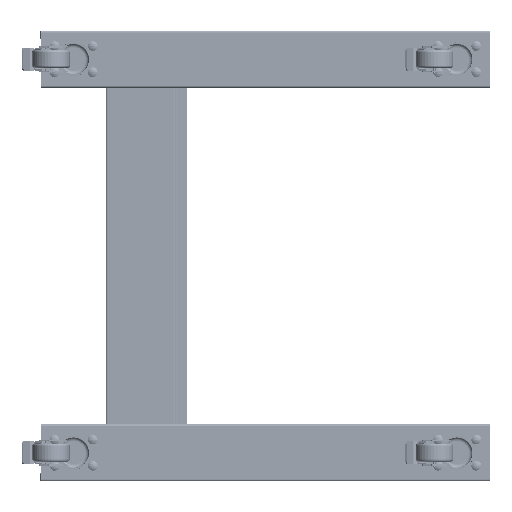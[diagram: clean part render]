
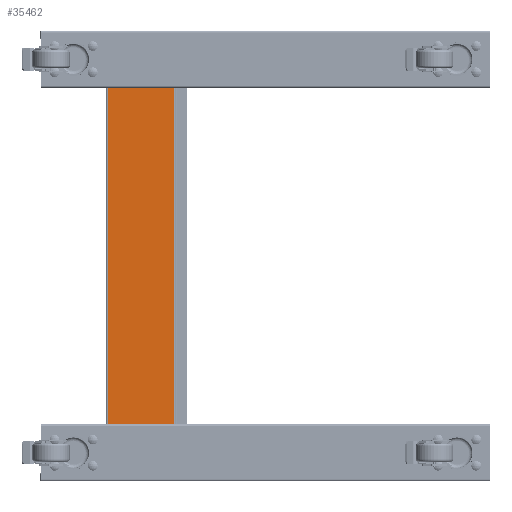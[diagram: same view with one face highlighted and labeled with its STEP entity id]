
A CAD part, front view. The second image highlights one B-rep face of the part: STEP entity #35462.
In plain terms, the highlighted planar face has unit normal (0, -1, 0).
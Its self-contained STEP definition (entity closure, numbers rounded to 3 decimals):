
#63 = CARTESIAN_POINT ( 'NONE',  ( 235., -1.4, 2. ) ) ;
#77 = AXIS2_PLACEMENT_3D ( 'NONE', #72577, #61160, #37005 ) ;
#784 = FACE_BOUND ( 'NONE', #21359, .T. ) ;
#1817 = LINE ( 'NONE', #47303, #39051 ) ;
#3213 = ORIENTED_EDGE ( 'NONE', *, *, #55264, .F. ) ;
#3707 = VERTEX_POINT ( 'NONE', #24545 ) ;
#4801 = DIRECTION ( 'NONE',  ( 0., 0., -1. ) ) ;
#4967 = DIRECTION ( 'NONE',  ( 0., 1., 0. ) ) ;
#5073 = CARTESIAN_POINT ( 'NONE',  ( -300., -1.4, 46.1 ) ) ;
#5163 = DIRECTION ( 'NONE',  ( 0., 0., 1. ) ) ;
#5762 = CIRCLE ( 'NONE', #11602, 0.5 ) ;
#6069 = CIRCLE ( 'NONE', #32864, 6.3 ) ;
#6525 = DIRECTION ( 'NONE',  ( -1., 0., 0. ) ) ;
#7401 = CARTESIAN_POINT ( 'NONE',  ( 259., -1.4, 2. ) ) ;
#7762 = ORIENTED_EDGE ( 'NONE', *, *, #28494, .T. ) ;
#8460 = EDGE_CURVE ( 'NONE', #55097, #62889, #41245, .T. ) ;
#9680 = ORIENTED_EDGE ( 'NONE', *, *, #55929, .T. ) ;
#9694 = EDGE_CURVE ( 'NONE', #69355, #58729, #31149, .T. ) ;
#10029 = LINE ( 'NONE', #37149, #67659 ) ;
#10114 = FACE_BOUND ( 'NONE', #61362, .T. ) ;
#11083 = CIRCLE ( 'NONE', #12238, 6.3 ) ;
#11573 = CARTESIAN_POINT ( 'NONE',  ( 300., -1.4, -45. ) ) ;
#11602 = AXIS2_PLACEMENT_3D ( 'NONE', #7401, #67188, #24852 ) ;
#11737 = LINE ( 'NONE', #30980, #50847 ) ;
#12238 = AXIS2_PLACEMENT_3D ( 'NONE', #63, #4967, #34644 ) ;
#12581 = DIRECTION ( 'NONE',  ( 0., 0., 1. ) ) ;
#12905 = CIRCLE ( 'NONE', #26249, 6.3 ) ;
#13502 = CIRCLE ( 'NONE', #16092, 0.5 ) ;
#16092 = AXIS2_PLACEMENT_3D ( 'NONE', #39331, #16431, #27861 ) ;
#16307 = CARTESIAN_POINT ( 'NONE',  ( 300., -1.4, -42.1 ) ) ;
#16431 = DIRECTION ( 'NONE',  ( 0., 1., 0. ) ) ;
#16984 = EDGE_LOOP ( 'NONE', ( #58070, #17219, #9680, #3213 ) ) ;
#17219 = ORIENTED_EDGE ( 'NONE', *, *, #8460, .F. ) ;
#17638 = DIRECTION ( 'NONE',  ( 1., 0., 0. ) ) ;
#17940 = CARTESIAN_POINT ( 'NONE',  ( -259., -1.4, 2. ) ) ;
#18331 = CARTESIAN_POINT ( 'NONE',  ( -259., -1.4, 2. ) ) ;
#18418 = CARTESIAN_POINT ( 'NONE',  ( 259., -1.4, 2.5 ) ) ;
#19595 = PLANE ( 'NONE',  #77 ) ;
#19852 = EDGE_CURVE ( 'NONE', #56385, #21716, #11083, .T. ) ;
#21293 = VERTEX_POINT ( 'NONE', #59647 ) ;
#21315 = FACE_BOUND ( 'NONE', #72977, .T. ) ;
#21359 = EDGE_LOOP ( 'NONE', ( #71074, #64346 ) ) ;
#21716 = VERTEX_POINT ( 'NONE', #27334 ) ;
#21837 = ORIENTED_EDGE ( 'NONE', *, *, #9694, .T. ) ;
#24228 = EDGE_CURVE ( 'NONE', #3707, #21293, #6069, .T. ) ;
#24545 = CARTESIAN_POINT ( 'NONE',  ( -235., -1.4, -4.3 ) ) ;
#24852 = DIRECTION ( 'NONE',  ( 0., 0., 1. ) ) ;
#25341 = CARTESIAN_POINT ( 'NONE',  ( 259., -1.4, 1.5 ) ) ;
#26249 = AXIS2_PLACEMENT_3D ( 'NONE', #45052, #50261, #68423 ) ;
#27334 = CARTESIAN_POINT ( 'NONE',  ( 235., -1.4, -4.3 ) ) ;
#27861 = DIRECTION ( 'NONE',  ( 0., 0., 1. ) ) ;
#28494 = EDGE_CURVE ( 'NONE', #34645, #56494, #13502, .T. ) ;
#28594 = CARTESIAN_POINT ( 'NONE',  ( 300., -1.4, 46.1 ) ) ;
#30285 = DIRECTION ( 'NONE',  ( 0., 1., 0. ) ) ;
#30980 = CARTESIAN_POINT ( 'NONE',  ( 300., -1.4, 46.1 ) ) ;
#31149 = CIRCLE ( 'NONE', #45094, 0.5 ) ;
#31255 = EDGE_CURVE ( 'NONE', #21716, #56385, #12905, .T. ) ;
#32864 = AXIS2_PLACEMENT_3D ( 'NONE', #34258, #75826, #40245 ) ;
#34258 = CARTESIAN_POINT ( 'NONE',  ( -235., -1.4, 2. ) ) ;
#34644 = DIRECTION ( 'NONE',  ( 0., 0., 1. ) ) ;
#34645 = VERTEX_POINT ( 'NONE', #25341 ) ;
#35166 = CARTESIAN_POINT ( 'NONE',  ( -235., -1.4, 2. ) ) ;
#35462 = ADVANCED_FACE ( 'NONE', ( #21315, #36149, #10114, #784, #55683 ), #19595, .F. ) ;
#36149 = FACE_BOUND ( 'NONE', #74665, .T. ) ;
#36457 = CARTESIAN_POINT ( 'NONE',  ( -300., -1.4, -42.1 ) ) ;
#37005 = DIRECTION ( 'NONE',  ( 0., 0., 1. ) ) ;
#37149 = CARTESIAN_POINT ( 'NONE',  ( -300., -1.4, -45. ) ) ;
#37914 = DIRECTION ( 'NONE',  ( 0., 0., 1. ) ) ;
#38919 = CARTESIAN_POINT ( 'NONE',  ( -259., -1.4, 2.5 ) ) ;
#39051 = VECTOR ( 'NONE', #17638, 1000. ) ;
#39331 = CARTESIAN_POINT ( 'NONE',  ( 259., -1.4, 2. ) ) ;
#39780 = CARTESIAN_POINT ( 'NONE',  ( 235., -1.4, 8.3 ) ) ;
#40204 = VERTEX_POINT ( 'NONE', #36457 ) ;
#40245 = DIRECTION ( 'NONE',  ( 0., 0., 1. ) ) ;
#40785 = AXIS2_PLACEMENT_3D ( 'NONE', #35166, #46621, #58027 ) ;
#41245 = LINE ( 'NONE', #11573, #66265 ) ;
#41863 = DIRECTION ( 'NONE',  ( 0., 1., 0. ) ) ;
#44576 = EDGE_CURVE ( 'NONE', #56494, #34645, #5762, .T. ) ;
#45052 = CARTESIAN_POINT ( 'NONE',  ( 235., -1.4, 2. ) ) ;
#45094 = AXIS2_PLACEMENT_3D ( 'NONE', #17940, #41863, #5163 ) ;
#46621 = DIRECTION ( 'NONE',  ( 0., 1., 0. ) ) ;
#47303 = CARTESIAN_POINT ( 'NONE',  ( -300., -1.4, -42.1 ) ) ;
#48038 = CIRCLE ( 'NONE', #40785, 6.3 ) ;
#49608 = VERTEX_POINT ( 'NONE', #5073 ) ;
#49688 = CIRCLE ( 'NONE', #67505, 0.5 ) ;
#50261 = DIRECTION ( 'NONE',  ( 0., 1., 0. ) ) ;
#50847 = VECTOR ( 'NONE', #6525, 1000. ) ;
#51255 = ORIENTED_EDGE ( 'NONE', *, *, #60381, .T. ) ;
#55097 = VERTEX_POINT ( 'NONE', #28594 ) ;
#55264 = EDGE_CURVE ( 'NONE', #40204, #49608, #10029, .T. ) ;
#55683 = FACE_OUTER_BOUND ( 'NONE', #16984, .T. ) ;
#55929 = EDGE_CURVE ( 'NONE', #55097, #49608, #11737, .T. ) ;
#56151 = ORIENTED_EDGE ( 'NONE', *, *, #24228, .T. ) ;
#56385 = VERTEX_POINT ( 'NONE', #39780 ) ;
#56467 = ORIENTED_EDGE ( 'NONE', *, *, #44576, .T. ) ;
#56494 = VERTEX_POINT ( 'NONE', #18418 ) ;
#57227 = EDGE_CURVE ( 'NONE', #58729, #69355, #49688, .T. ) ;
#58027 = DIRECTION ( 'NONE',  ( 0., 0., 1. ) ) ;
#58070 = ORIENTED_EDGE ( 'NONE', *, *, #65385, .T. ) ;
#58729 = VERTEX_POINT ( 'NONE', #38919 ) ;
#58923 = CARTESIAN_POINT ( 'NONE',  ( -259., -1.4, 1.5 ) ) ;
#59647 = CARTESIAN_POINT ( 'NONE',  ( -235., -1.4, 8.3 ) ) ;
#60381 = EDGE_CURVE ( 'NONE', #21293, #3707, #48038, .T. ) ;
#61160 = DIRECTION ( 'NONE',  ( 0., 1., 0. ) ) ;
#61362 = EDGE_LOOP ( 'NONE', ( #51255, #56151 ) ) ;
#62889 = VERTEX_POINT ( 'NONE', #16307 ) ;
#64346 = ORIENTED_EDGE ( 'NONE', *, *, #31255, .T. ) ;
#65385 = EDGE_CURVE ( 'NONE', #40204, #62889, #1817, .T. ) ;
#66198 = ORIENTED_EDGE ( 'NONE', *, *, #57227, .T. ) ;
#66265 = VECTOR ( 'NONE', #4801, 1000. ) ;
#67188 = DIRECTION ( 'NONE',  ( 0., 1., 0. ) ) ;
#67505 = AXIS2_PLACEMENT_3D ( 'NONE', #18331, #30285, #12581 ) ;
#67659 = VECTOR ( 'NONE', #37914, 1000. ) ;
#68423 = DIRECTION ( 'NONE',  ( 0., 0., 1. ) ) ;
#69355 = VERTEX_POINT ( 'NONE', #58923 ) ;
#71074 = ORIENTED_EDGE ( 'NONE', *, *, #19852, .T. ) ;
#72577 = CARTESIAN_POINT ( 'NONE',  ( 0., -1.4, 0. ) ) ;
#72977 = EDGE_LOOP ( 'NONE', ( #66198, #21837 ) ) ;
#74665 = EDGE_LOOP ( 'NONE', ( #56467, #7762 ) ) ;
#75826 = DIRECTION ( 'NONE',  ( 0., 1., 0. ) ) ;
